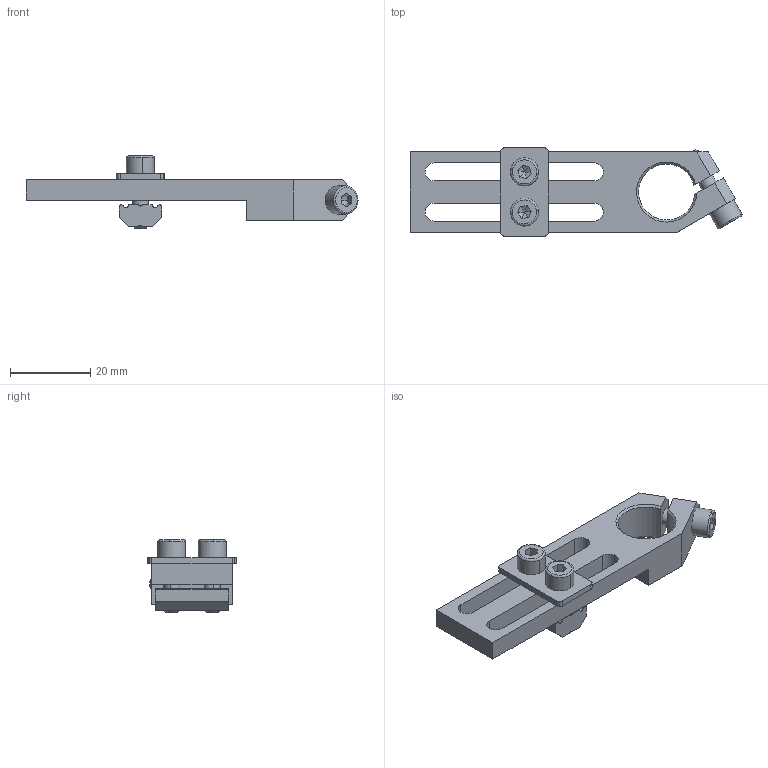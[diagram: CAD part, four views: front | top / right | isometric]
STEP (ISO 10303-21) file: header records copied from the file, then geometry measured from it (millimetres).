
FILE_DESCRIPTION(('starvars output'),'2;1');
FILE_NAME('1-105-12-00_WSL L 14-40 U.stp','10:33:17 2012/01/31',( 'web2CAD AG, germany'),('web2CAD AG, germany'),'unknown preprocess', 'ACIS','unknown authorization');
FILE_SCHEMA(('AUTOMOTIVE_DESIGN_CC2 {UNKNOWN IMPLEMENTATION LEVEL}'));
Length unit declared in the file: millimetre
Products named in the file (2): PRODUCT_ID_1; PRODUCT_ID_2
Bounding box: 82.79 x 22 x 18 mm (x, y, z)
Volume: 7863.6 mm3; surface area: 6755.6 mm2
Topology: 2 solids, 2 shells, 157 faces, 402 edges, 261 vertices
Faces by surface type: plane 79, cylinder 58, cone 14, torus 6
Entity records: 5780 total; most frequent: CARTESIAN_POINT 878, ORIENTED_EDGE 800, DIRECTION 630, EDGE_CURVE 400, VERTEX_POINT 261, VECTOR 212, LINE 212, AXIS2_PLACEMENT_3D 209
